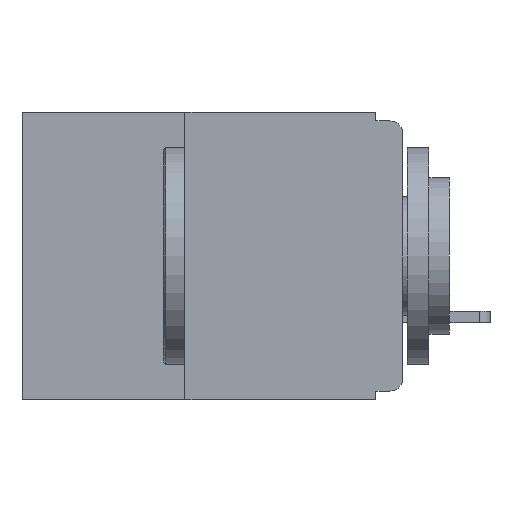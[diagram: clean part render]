
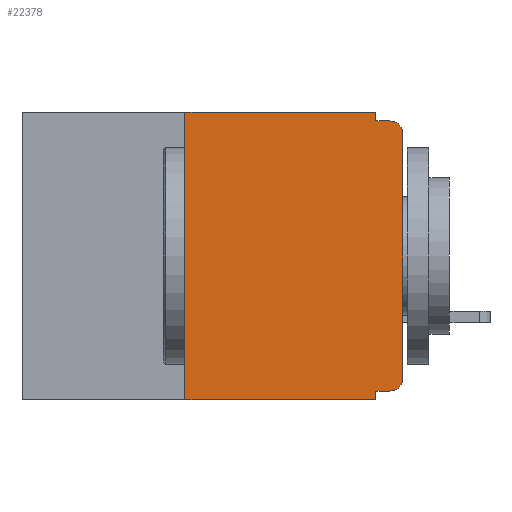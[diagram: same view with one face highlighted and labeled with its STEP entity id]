
A CAD part, left-side view. The second image highlights one B-rep face of the part: STEP entity #22378.
In plain terms, the highlighted planar face has unit normal (-1, 0, 0).
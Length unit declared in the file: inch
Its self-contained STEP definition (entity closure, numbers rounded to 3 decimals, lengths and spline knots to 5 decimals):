
#45 = VECTOR ( 'NONE', #25995, 39.37008 ) ;
#319 = VERTEX_POINT ( 'NONE', #16189 ) ;
#1017 = EDGE_CURVE ( 'NONE', #5372, #319, #25273, .T. ) ;
#1152 = VERTEX_POINT ( 'NONE', #17808 ) ;
#1641 = AXIS2_PLACEMENT_3D ( 'NONE', #2986, #18058, #5131 ) ;
#1799 = VECTOR ( 'NONE', #3993, 39.37008 ) ;
#2334 = ORIENTED_EDGE ( 'NONE', *, *, #7138, .F. ) ;
#2549 = DIRECTION ( 'NONE',  ( 0., 0., 1. ) ) ;
#2571 = VECTOR ( 'NONE', #2549, 39.37008 ) ;
#2925 = DIRECTION ( 'NONE',  ( 0., -1., 0. ) ) ;
#2986 = CARTESIAN_POINT ( 'NONE',  ( 0., 0.015, -0.305 ) ) ;
#3308 = VECTOR ( 'NONE', #12067, 39.37008 ) ;
#3357 = CARTESIAN_POINT ( 'NONE',  ( 0., 0., -0.32 ) ) ;
#3710 = VECTOR ( 'NONE', #27246, 39.37008 ) ;
#3771 = AXIS2_PLACEMENT_3D ( 'NONE', #9763, #9727, #9719 ) ;
#3955 = LINE ( 'NONE', #8187, #20378 ) ;
#3993 = DIRECTION ( 'NONE',  ( 0., 0., -1. ) ) ;
#4823 = VERTEX_POINT ( 'NONE', #20698 ) ;
#5076 = CARTESIAN_POINT ( 'NONE',  ( 0., 0.437, 0. ) ) ;
#5121 = LINE ( 'NONE', #11268, #45 ) ;
#5131 = DIRECTION ( 'NONE',  ( 0., 0., -1. ) ) ;
#5372 = VERTEX_POINT ( 'NONE', #11848 ) ;
#5653 = VERTEX_POINT ( 'NONE', #8066 ) ;
#5738 = ORIENTED_EDGE ( 'NONE', *, *, #18193, .F. ) ;
#6025 = CARTESIAN_POINT ( 'NONE',  ( 0., 0.25, 0. ) ) ;
#7039 = VERTEX_POINT ( 'NONE', #12332 ) ;
#7138 = EDGE_CURVE ( 'NONE', #27333, #9987, #21457, .T. ) ;
#7293 = ORIENTED_EDGE ( 'NONE', *, *, #1017, .T. ) ;
#7487 = ORIENTED_EDGE ( 'NONE', *, *, #9184, .T. ) ;
#7647 = AXIS2_PLACEMENT_3D ( 'NONE', #16340, #7859, #22743 ) ;
#7859 = DIRECTION ( 'NONE',  ( 1., 0., 0. ) ) ;
#8066 = CARTESIAN_POINT ( 'NONE',  ( 0., 0.031, 0. ) ) ;
#8187 = CARTESIAN_POINT ( 'NONE',  ( 0., 0.437, -0.33 ) ) ;
#8287 = EDGE_CURVE ( 'NONE', #1152, #4823, #20414, .T. ) ;
#8391 = VECTOR ( 'NONE', #19008, 39.37008 ) ;
#8782 = CARTESIAN_POINT ( 'NONE',  ( 0., 0.031, -0.01 ) ) ;
#9184 = EDGE_CURVE ( 'NONE', #7039, #5372, #19065, .T. ) ;
#9218 = CARTESIAN_POINT ( 'NONE',  ( 0., 0.25, -0.33 ) ) ;
#9719 = DIRECTION ( 'NONE',  ( 0., 0., -1. ) ) ;
#9727 = DIRECTION ( 'NONE',  ( -1., 0., 0. ) ) ;
#9763 = CARTESIAN_POINT ( 'NONE',  ( 0., 0.015, -0.025 ) ) ;
#9987 = VERTEX_POINT ( 'NONE', #6025 ) ;
#10344 = DIRECTION ( 'NONE',  ( 0., -1., 0. ) ) ;
#10508 = CARTESIAN_POINT ( 'NONE',  ( 0., 0.031, -0.33 ) ) ;
#10666 = ORIENTED_EDGE ( 'NONE', *, *, #22532, .F. ) ;
#11061 = ORIENTED_EDGE ( 'NONE', *, *, #8287, .F. ) ;
#11268 = CARTESIAN_POINT ( 'NONE',  ( 0., 0.031, 0. ) ) ;
#11848 = CARTESIAN_POINT ( 'NONE',  ( 0., 0., -0.025 ) ) ;
#12067 = DIRECTION ( 'NONE',  ( 0., 1., 0. ) ) ;
#12332 = CARTESIAN_POINT ( 'NONE',  ( 0., 0., -0.305 ) ) ;
#12355 = VECTOR ( 'NONE', #2925, 39.37008 ) ;
#12967 = EDGE_CURVE ( 'NONE', #5653, #26012, #5121, .T. ) ;
#13509 = ORIENTED_EDGE ( 'NONE', *, *, #24760, .T. ) ;
#13975 = LINE ( 'NONE', #10508, #1799 ) ;
#14038 = ORIENTED_EDGE ( 'NONE', *, *, #12967, .F. ) ;
#14494 = CIRCLE ( 'NONE', #1641, 0.015 ) ;
#14684 = CARTESIAN_POINT ( 'NONE',  ( 0., 0.25, -0.33 ) ) ;
#15495 = CARTESIAN_POINT ( 'NONE',  ( 0., 0., 0. ) ) ;
#16189 = CARTESIAN_POINT ( 'NONE',  ( 0., 0.015, -0.01 ) ) ;
#16340 = CARTESIAN_POINT ( 'NONE',  ( 0., 0.437, 0. ) ) ;
#16894 = CARTESIAN_POINT ( 'NONE',  ( 0., 0., -0.01 ) ) ;
#17808 = CARTESIAN_POINT ( 'NONE',  ( 0., 0.015, -0.32 ) ) ;
#18058 = DIRECTION ( 'NONE',  ( -1., 0., 0. ) ) ;
#18152 = FACE_OUTER_BOUND ( 'NONE', #25472, .T. ) ;
#18193 = EDGE_CURVE ( 'NONE', #9987, #5653, #18702, .T. ) ;
#18702 = LINE ( 'NONE', #5076, #12355 ) ;
#19008 = DIRECTION ( 'NONE',  ( 0., -1., 0. ) ) ;
#19065 = LINE ( 'NONE', #15495, #2571 ) ;
#19187 = EDGE_CURVE ( 'NONE', #4823, #26086, #13975, .T. ) ;
#19696 = CARTESIAN_POINT ( 'NONE',  ( 0., 0.031, -0.33 ) ) ;
#20378 = VECTOR ( 'NONE', #10344, 39.37008 ) ;
#20414 = LINE ( 'NONE', #3357, #3308 ) ;
#20698 = CARTESIAN_POINT ( 'NONE',  ( 0., 0.031, -0.32 ) ) ;
#21457 = LINE ( 'NONE', #14684, #3710 ) ;
#21657 = EDGE_CURVE ( 'NONE', #1152, #7039, #14494, .T. ) ;
#22378 = ADVANCED_FACE ( 'NONE', ( #18152 ), #26791, .F. ) ;
#22532 = EDGE_CURVE ( 'NONE', #26012, #319, #25900, .T. ) ;
#22743 = DIRECTION ( 'NONE',  ( 0., 0., -1. ) ) ;
#24760 = EDGE_CURVE ( 'NONE', #27333, #26086, #3955, .T. ) ;
#25188 = ORIENTED_EDGE ( 'NONE', *, *, #21657, .T. ) ;
#25273 = CIRCLE ( 'NONE', #3771, 0.015 ) ;
#25425 = ORIENTED_EDGE ( 'NONE', *, *, #19187, .F. ) ;
#25472 = EDGE_LOOP ( 'NONE', ( #7487, #7293, #10666, #14038, #5738, #2334, #13509, #25425, #11061, #25188 ) ) ;
#25900 = LINE ( 'NONE', #16894, #8391 ) ;
#25995 = DIRECTION ( 'NONE',  ( 0., 0., -1. ) ) ;
#26012 = VERTEX_POINT ( 'NONE', #8782 ) ;
#26086 = VERTEX_POINT ( 'NONE', #19696 ) ;
#26791 = PLANE ( 'NONE',  #7647 ) ;
#27246 = DIRECTION ( 'NONE',  ( 0., 0., 1. ) ) ;
#27333 = VERTEX_POINT ( 'NONE', #9218 ) ;
